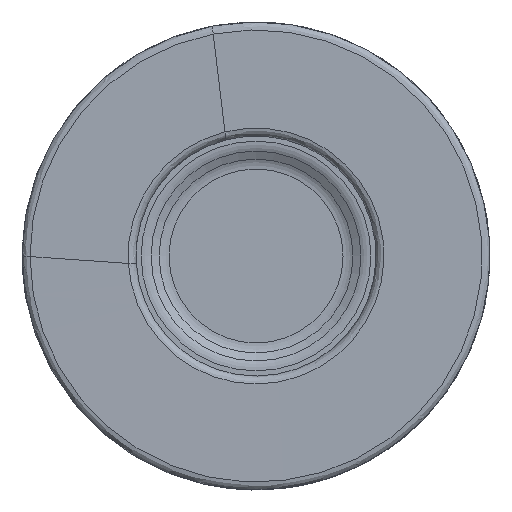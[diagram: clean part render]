
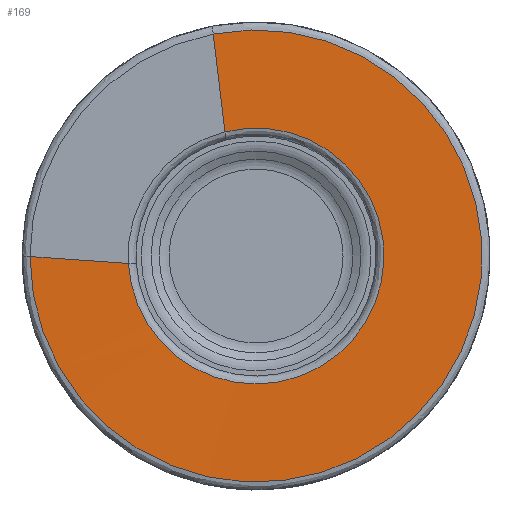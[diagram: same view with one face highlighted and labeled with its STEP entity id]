
A CAD part, left-side view. The second image highlights one B-rep face of the part: STEP entity #169.
In plain terms, the highlighted free-form (B-spline) face has degree [1, 3] with [2, 7] control points.
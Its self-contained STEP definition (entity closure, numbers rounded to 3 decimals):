
#32=LINE('',#918,#36);
#33=LINE('',#919,#37);
#36=VECTOR('',#711,1.);
#37=VECTOR('',#712,1.);
#49=(
BOUNDED_SURFACE()
B_SPLINE_SURFACE(1,3,((#1018,#1019,#1020,#1021,#1022,#1023,#1024),(#1025,
#1026,#1027,#1028,#1029,#1030,#1031)),.UNSPECIFIED.,.F.,.F.,.F.)
B_SPLINE_SURFACE_WITH_KNOTS((2,2),(4,3,4),(0.,1.),(0.,0.5,1.),
 .UNSPECIFIED.)
GEOMETRIC_REPRESENTATION_ITEM()
RATIONAL_B_SPLINE_SURFACE(((1.,0.559,0.559,1.,0.559,
0.559,1.),(1.,0.559,0.559,1.,0.559,
0.559,1.)))
REPRESENTATION_ITEM('')
SURFACE()
);
#169=ADVANCED_FACE('',(#197),#49,.F.);
#197=FACE_OUTER_BOUND('',#253,.T.);
#253=EDGE_LOOP('',(#338,#339,#340,#341));
#338=ORIENTED_EDGE('',*,*,#471,.F.);
#339=ORIENTED_EDGE('',*,*,#481,.F.);
#340=ORIENTED_EDGE('',*,*,#472,.F.);
#341=ORIENTED_EDGE('',*,*,#480,.T.);
#421=VERTEX_POINT('',#895);
#422=VERTEX_POINT('',#896);
#423=VERTEX_POINT('',#916);
#424=VERTEX_POINT('',#917);
#471=EDGE_CURVE('',#423,#421,#32,.T.);
#472=EDGE_CURVE('',#422,#424,#33,.T.);
#480=EDGE_CURVE('',#422,#421,#536,.T.);
#481=EDGE_CURVE('',#424,#423,#537,.T.);
#536=CIRCLE('',#602,12.849);
#537=CIRCLE('',#603,22.704);
#602=AXIS2_PLACEMENT_3D('',#988,#721,#722);
#603=AXIS2_PLACEMENT_3D('',#1017,#723,#724);
#711=DIRECTION('',(0.003,-0.998,-0.07));
#712=DIRECTION('',(-0.003,0.118,0.993));
#721=DIRECTION('',(1.,0.,0.));
#722=DIRECTION('',(0.,0.243,0.97));
#723=DIRECTION('',(1.,0.,0.));
#724=DIRECTION('',(0.,0.189,0.982));
#895=CARTESIAN_POINT('',(0.026,12.828,-0.744));
#896=CARTESIAN_POINT('',(0.026,3.128,12.463));
#916=CARTESIAN_POINT('',(0.,22.704,-0.056));
#917=CARTESIAN_POINT('',(0.,4.296,22.294));
#918=CARTESIAN_POINT('',(0.026,12.828,-0.744));
#919=CARTESIAN_POINT('',(0.026,3.128,12.463));
#988=CARTESIAN_POINT('',(0.026,0.,0.));
#1017=CARTESIAN_POINT('',(0.,0.,0.));
#1018=CARTESIAN_POINT('',(0.026,3.128,12.463));
#1019=CARTESIAN_POINT('',(0.026,-10.85,15.97));
#1020=CARTESIAN_POINT('',(0.026,-18.887,4.009));
#1021=CARTESIAN_POINT('',(0.026,-10.356,-7.606));
#1022=CARTESIAN_POINT('',(0.026,-1.826,-19.221));
#1023=CARTESIAN_POINT('',(0.026,11.993,-15.131));
#1024=CARTESIAN_POINT('',(0.026,12.828,-0.744));
#1025=CARTESIAN_POINT('',(0.,4.296,22.294));
#1026=CARTESIAN_POINT('',(0.,-20.707,27.111));
#1027=CARTESIAN_POINT('',(0.,-33.713,5.22));
#1028=CARTESIAN_POINT('',(0.,-17.525,-14.434));
#1029=CARTESIAN_POINT('',(0.,-1.336,-34.089));
#1030=CARTESIAN_POINT('',(0.,22.641,-25.519));
#1031=CARTESIAN_POINT('',(0.,22.704,-0.056));
